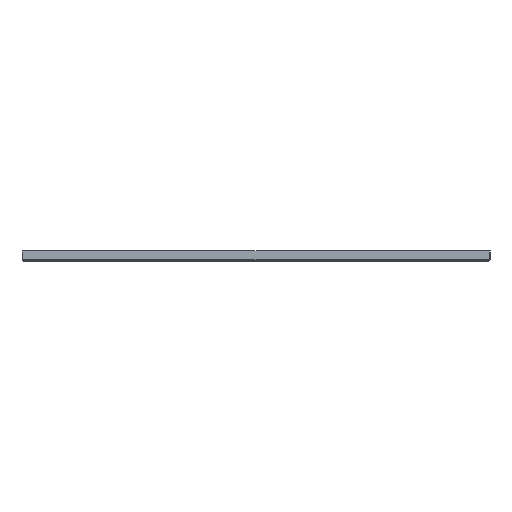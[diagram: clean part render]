
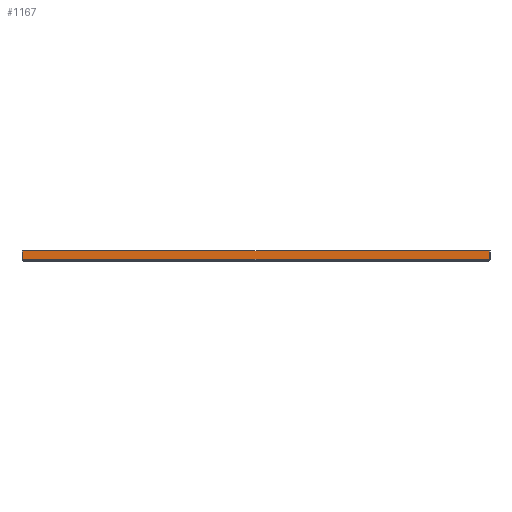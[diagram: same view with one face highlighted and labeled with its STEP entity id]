
A CAD part, front view. The second image highlights one B-rep face of the part: STEP entity #1167.
In plain terms, the highlighted planar face has unit normal (0, -1, 0).
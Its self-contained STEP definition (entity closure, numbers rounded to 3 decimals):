
#172 = CARTESIAN_POINT ( 'NONE',  ( 0., 0., 0. ) ) ;
#311 = VERTEX_POINT ( 'NONE', #4145 ) ;
#346 = CARTESIAN_POINT ( 'NONE',  ( 0., 0., 11.9 ) ) ;
#393 = CARTESIAN_POINT ( 'NONE',  ( 1.177, 0., 0. ) ) ;
#471 = EDGE_CURVE ( 'NONE', #481, #2186, #3966, .T. ) ;
#481 = VERTEX_POINT ( 'NONE', #1669 ) ;
#604 = ORIENTED_EDGE ( 'NONE', *, *, #3631, .T. ) ;
#711 = CARTESIAN_POINT ( 'NONE',  ( 597.823, 0., 0. ) ) ;
#821 = DIRECTION ( 'NONE',  ( -1., 0., 0. ) ) ;
#916 = CARTESIAN_POINT ( 'NONE',  ( 597.823, 0., 1. ) ) ;
#1167 = ADVANCED_FACE ( 'NONE', ( #1910 ), #2258, .F. ) ;
#1358 = AXIS2_PLACEMENT_3D ( 'NONE', #172, #2849, #4191 ) ;
#1493 = EDGE_CURVE ( 'NONE', #311, #2186, #2321, .T. ) ;
#1669 = CARTESIAN_POINT ( 'NONE',  ( 597.823, 0., 11.9 ) ) ;
#1784 = ORIENTED_EDGE ( 'NONE', *, *, #2346, .F. ) ;
#1876 = VECTOR ( 'NONE', #3031, 1000. ) ;
#1910 = FACE_OUTER_BOUND ( 'NONE', #3042, .T. ) ;
#1997 = LINE ( 'NONE', #711, #2018 ) ;
#2018 = VECTOR ( 'NONE', #3398, 1000. ) ;
#2186 = VERTEX_POINT ( 'NONE', #3768 ) ;
#2258 = PLANE ( 'NONE',  #1358 ) ;
#2299 = ORIENTED_EDGE ( 'NONE', *, *, #1493, .F. ) ;
#2321 = LINE ( 'NONE', #393, #1876 ) ;
#2345 = DIRECTION ( 'NONE',  ( -1., 0., 0. ) ) ;
#2346 = EDGE_CURVE ( 'NONE', #4180, #311, #3221, .T. ) ;
#2657 = VECTOR ( 'NONE', #2345, 1000. ) ;
#2843 = CARTESIAN_POINT ( 'NONE',  ( 0., 0., 1. ) ) ;
#2849 = DIRECTION ( 'NONE',  ( 0., 1., 0. ) ) ;
#3031 = DIRECTION ( 'NONE',  ( 0., 0., 1. ) ) ;
#3042 = EDGE_LOOP ( 'NONE', ( #1784, #604, #4081, #2299 ) ) ;
#3221 = LINE ( 'NONE', #2843, #4097 ) ;
#3398 = DIRECTION ( 'NONE',  ( 0., 0., 1. ) ) ;
#3631 = EDGE_CURVE ( 'NONE', #4180, #481, #1997, .T. ) ;
#3768 = CARTESIAN_POINT ( 'NONE',  ( 1.177, 0., 11.9 ) ) ;
#3966 = LINE ( 'NONE', #346, #2657 ) ;
#4081 = ORIENTED_EDGE ( 'NONE', *, *, #471, .T. ) ;
#4097 = VECTOR ( 'NONE', #821, 1000. ) ;
#4145 = CARTESIAN_POINT ( 'NONE',  ( 1.177, 0., 1. ) ) ;
#4180 = VERTEX_POINT ( 'NONE', #916 ) ;
#4191 = DIRECTION ( 'NONE',  ( 0., 0., 1. ) ) ;
